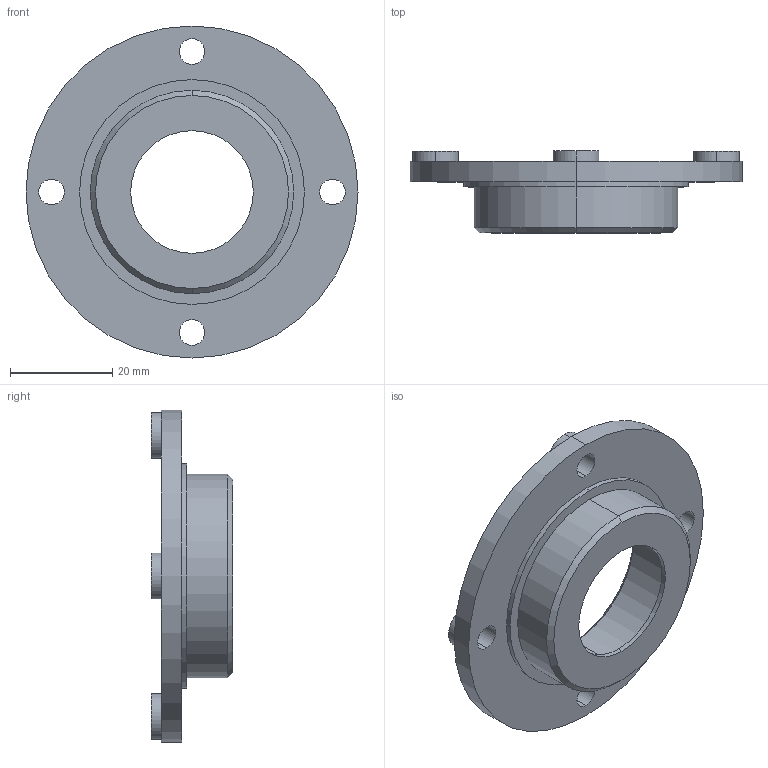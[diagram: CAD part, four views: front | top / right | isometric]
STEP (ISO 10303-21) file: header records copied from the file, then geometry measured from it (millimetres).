
FILE_DESCRIPTION (( 'STEP AP214' ), '1' );
FILE_NAME ('bottom carrier.STEP', '2024-11-04T09:42:59', ( '' ), ( '' ), 'SwSTEP 2.0', 'SolidWorks 2023', '' );
FILE_SCHEMA (( 'AUTOMOTIVE_DESIGN' ));
Length unit declared in the file: millimetre
Products named in the file (1): bottom carrier
Bounding box: 65 x 16 x 65 mm (x, y, z)
Volume: 14744.3 mm3; surface area: 9524.1 mm2
Topology: 1 solids, 1 shells, 39 faces, 86 edges, 56 vertices
Faces by surface type: cylinder 26, plane 9, cone 4
Entity records: 1147 total; most frequent: DIRECTION 222, CARTESIAN_POINT 182, ORIENTED_EDGE 172, AXIS2_PLACEMENT_3D 96, EDGE_CURVE 86, VERTEX_POINT 56, EDGE_LOOP 56, CIRCLE 56
